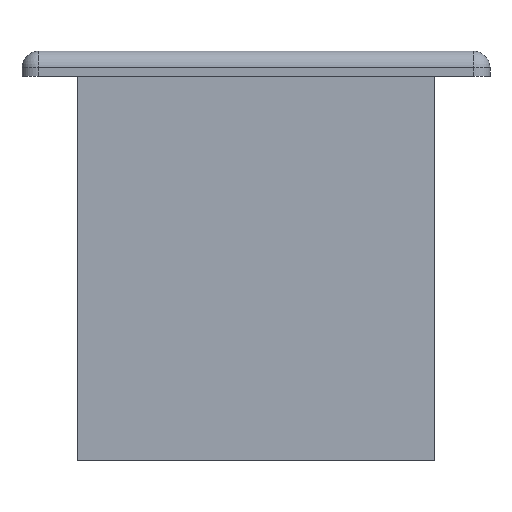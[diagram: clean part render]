
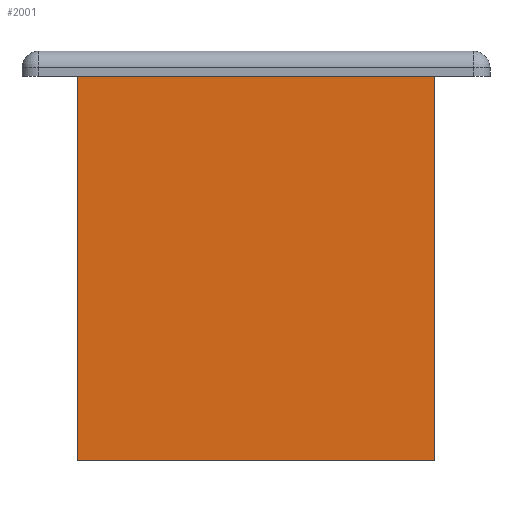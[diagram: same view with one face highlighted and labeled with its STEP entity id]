
A CAD part, front view. The second image highlights one B-rep face of the part: STEP entity #2001.
In plain terms, the highlighted planar face has unit normal (0, -1, 0).
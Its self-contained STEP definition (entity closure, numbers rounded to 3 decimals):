
#1628 = VERTEX_POINT('',#1629);
#1629 = CARTESIAN_POINT('',(21.4,-20.75,-46.));
#1635 = EDGE_CURVE('',#1628,#1636,#1638,.T.);
#1636 = VERTEX_POINT('',#1637);
#1637 = CARTESIAN_POINT('',(-21.4,-20.75,-46.));
#1638 = LINE('',#1639,#1640);
#1639 = CARTESIAN_POINT('',(21.4,-20.75,-46.));
#1640 = VECTOR('',#1641,1.);
#1641 = DIRECTION('',(-1.,0.,0.));
#1859 = VERTEX_POINT('',#1860);
#1860 = CARTESIAN_POINT('',(21.4,-20.75,0.));
#1877 = VERTEX_POINT('',#1878);
#1878 = CARTESIAN_POINT('',(-21.4,-20.75,0.));
#1884 = EDGE_CURVE('',#1877,#1859,#1885,.T.);
#1885 = LINE('',#1886,#1887);
#1886 = CARTESIAN_POINT('',(10.7,-20.75,0.));
#1887 = VECTOR('',#1888,1.);
#1888 = DIRECTION('',(1.,0.,0.));
#1960 = EDGE_CURVE('',#1877,#1636,#1961,.T.);
#1961 = LINE('',#1962,#1963);
#1962 = CARTESIAN_POINT('',(-21.4,-20.75,3.));
#1963 = VECTOR('',#1964,1.);
#1964 = DIRECTION('',(-0.,-0.,-1.));
#1985 = EDGE_CURVE('',#1859,#1628,#1986,.T.);
#1986 = LINE('',#1987,#1988);
#1987 = CARTESIAN_POINT('',(21.4,-20.75,3.));
#1988 = VECTOR('',#1989,1.);
#1989 = DIRECTION('',(-0.,-0.,-1.));
#2001 = ADVANCED_FACE('',(#2002),#2008,.F.);
#2002 = FACE_BOUND('',#2003,.F.);
#2003 = EDGE_LOOP('',(#2004,#2005,#2006,#2007));
#2004 = ORIENTED_EDGE('',*,*,#1884,.T.);
#2005 = ORIENTED_EDGE('',*,*,#1985,.T.);
#2006 = ORIENTED_EDGE('',*,*,#1635,.T.);
#2007 = ORIENTED_EDGE('',*,*,#1960,.F.);
#2008 = PLANE('',#2009);
#2009 = AXIS2_PLACEMENT_3D('',#2010,#2011,#2012);
#2010 = CARTESIAN_POINT('',(21.4,-20.75,3.));
#2011 = DIRECTION('',(0.,1.,0.));
#2012 = DIRECTION('',(-1.,0.,0.));
